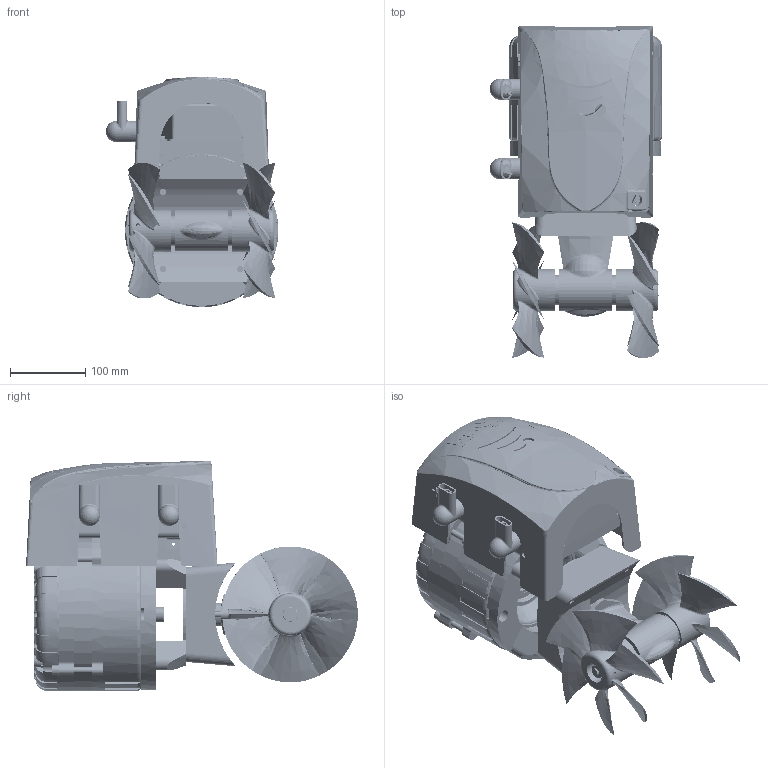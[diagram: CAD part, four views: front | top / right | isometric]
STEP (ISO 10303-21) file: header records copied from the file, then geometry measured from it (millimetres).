
FILE_DESCRIPTION(('CATIA V5 STEP Exchange','CAx-IF Rec.Pracs.--- Model Styling and Organization---1.4--- 2014-01-23'),'2;1');
FILE_NAME('Eco Pro(90,110,130).stp','2023-05-31T13:44:57+00:00',('none'),('none'),'CATIA Version 5-6 Release 2016','CATIA V5 STEP AP214','none');
FILE_SCHEMA(('AUTOMOTIVE_DESIGN { 1 0 10303 214 1 1 1 1 }'));
Products named in the file (1): Eco Pro(90,110,130)
Bounding box: 229 x 440.26 x 305.57 mm (x, y, z)
Volume: 4368641.4 mm3; surface area: 1122084.3 mm2
Topology: 7 solids, 117 shells, 6405 faces, 17182 edges, 10909 vertices
Faces by surface type: plane 2765, cylinder 1928, cone 587, bspline 544, torus 514, sphere 58, revolution 5, extrusion 4
Entity records: 283024 total; most frequent: CARTESIAN_POINT 136926, ORIENTED_EDGE 33576, DIRECTION 23297, EDGE_CURVE 17050, VERTEX_POINT 10906, AXIS2_PLACEMENT_3D 9990, VECTOR 7949, LINE 7945
